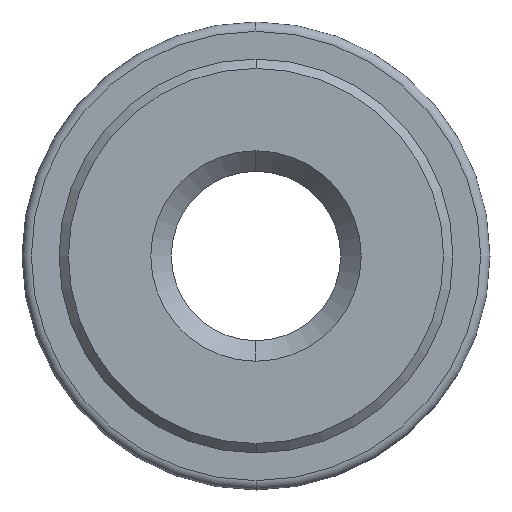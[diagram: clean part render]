
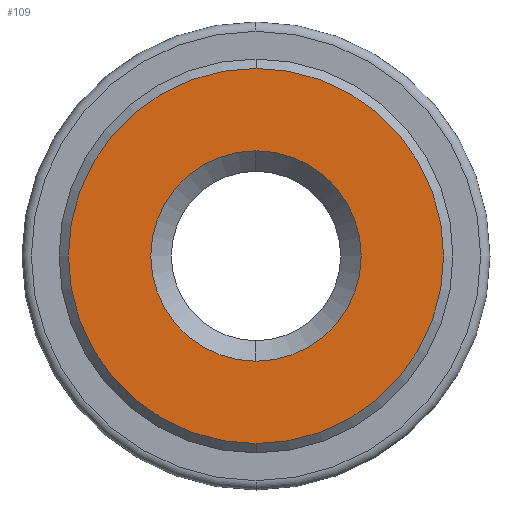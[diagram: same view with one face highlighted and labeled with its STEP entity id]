
A CAD part, left-side view. The second image highlights one B-rep face of the part: STEP entity #109.
In plain terms, the highlighted planar face has unit normal (-1, 0, 0).
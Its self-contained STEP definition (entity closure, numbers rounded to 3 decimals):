
#109=ADVANCED_FACE('',(#230,#231),#232,.T.);
#230=FACE_BOUND('',#366,.T.);
#231=FACE_OUTER_BOUND('',#367,.T.);
#232=PLANE('',#368);
#366=EDGE_LOOP('',(#605,#606));
#367=EDGE_LOOP('',(#607,#608));
#368=AXIS2_PLACEMENT_3D('',#609,#610,#611);
#605=ORIENTED_EDGE('',*,*,#812,.T.);
#606=ORIENTED_EDGE('',*,*,#829,.T.);
#607=ORIENTED_EDGE('',*,*,#798,.F.);
#608=ORIENTED_EDGE('',*,*,#837,.F.);
#609=CARTESIAN_POINT('',(-3.03,0.,1.114));
#610=DIRECTION('',(-1.0,0.0,0.));
#611=DIRECTION('',(0.,0.,-1.0));
#798=EDGE_CURVE('',#950,#953,#954,.T.);
#812=EDGE_CURVE('',#975,#972,#976,.T.);
#829=EDGE_CURVE('',#972,#975,#998,.T.);
#837=EDGE_CURVE('',#953,#950,#1006,.T.);
#950=VERTEX_POINT('',#1133);
#953=VERTEX_POINT('',#1137);
#954=CIRCLE('',#1138,2.229);
#972=VERTEX_POINT('',#1161);
#975=VERTEX_POINT('',#1165);
#976=CIRCLE('',#1166,1.25);
#998=CIRCLE('',#1193,1.25);
#1006=CIRCLE('',#1201,2.229);
#1133=CARTESIAN_POINT('',(-3.03,0.,2.229));
#1137=CARTESIAN_POINT('',(-3.03,0.,-2.229));
#1138=AXIS2_PLACEMENT_3D('',#1318,#1319,#1320);
#1161=CARTESIAN_POINT('',(-3.03,0.,-1.25));
#1165=CARTESIAN_POINT('',(-3.03,0.,1.25));
#1166=AXIS2_PLACEMENT_3D('',#1339,#1340,#1341);
#1193=AXIS2_PLACEMENT_3D('',#1365,#1366,#1367);
#1201=AXIS2_PLACEMENT_3D('',#1377,#1378,#1379);
#1318=CARTESIAN_POINT('',(-3.03,0.0,0.));
#1319=DIRECTION('',(1.0,0.0,0.));
#1320=DIRECTION('',(0.,0.0,1.0));
#1339=CARTESIAN_POINT('',(-3.03,0.,0.));
#1340=DIRECTION('',(1.0,0.0,0.));
#1341=DIRECTION('',(0.,0.0,1.0));
#1365=CARTESIAN_POINT('',(-3.03,0.,0.));
#1366=DIRECTION('',(1.0,0.0,0.));
#1367=DIRECTION('',(0.,0.0,1.0));
#1377=CARTESIAN_POINT('',(-3.03,0.0,0.));
#1378=DIRECTION('',(1.0,0.0,0.));
#1379=DIRECTION('',(0.,0.0,1.0));
